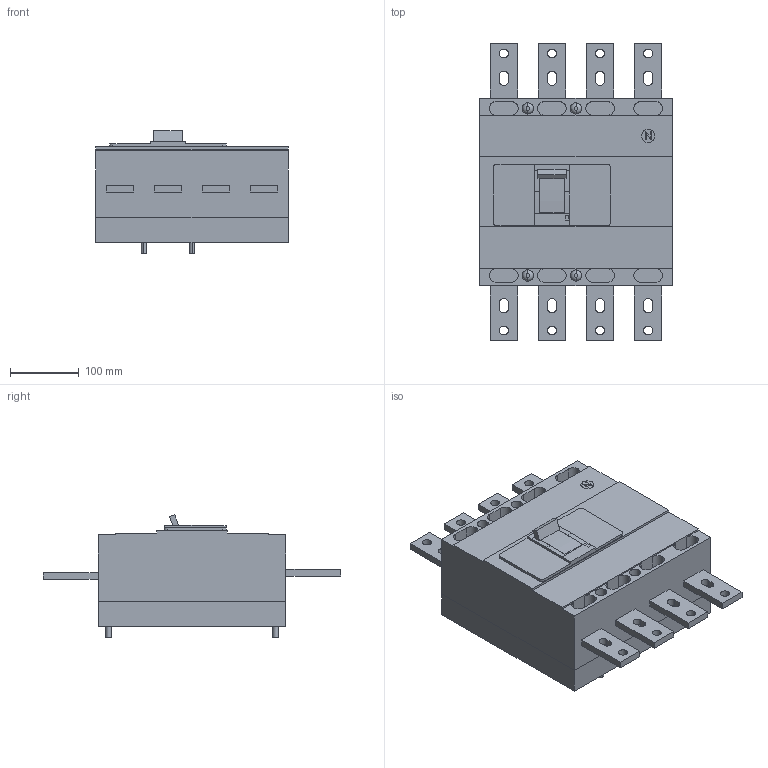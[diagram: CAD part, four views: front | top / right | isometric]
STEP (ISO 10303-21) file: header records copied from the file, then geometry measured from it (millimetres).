
FILE_DESCRIPTION(('CoCreate Modeling STEP Export'),'2;1');
FILE_NAME('Ｈ８００ＮＥ４Ｆ.stp','2014-03-31T 8:13:39',(''),(''),'CoCreate Modeling STEP processor for AP214 (Solid Model)','CoCreate Modeling 17.0 01-Apr-2010 (C) Parametric Technology GmbH','');
FILE_SCHEMA(('AUTOMOTIVE_DESIGN { 1 0 10303 214 1 1 1 1 }'));
Length unit declared in the file: millimetre
Products named in the file (4): P1; P3.2; P2; Ｈ８００ＮＥ４Ｆ
Assembly tree (6 placements, depth 2):
  Ｈ８００ＮＥ４Ｆ
    P2
    P3.2  x4
    P1
Bounding box: 280 x 433 x 178.18 mm (x, y, z)
Volume: 10031167.6 mm3; surface area: 650435.9 mm2
Topology: 6 solids, 6 shells, 368 faces, 976 edges, 648 vertices
Faces by surface type: plane 183, cylinder 169, torus 16
Entity records: 10540 total; most frequent: ORIENTED_EDGE 1856, CARTESIAN_POINT 1594, DIRECTION 1409, EDGE_CURVE 928, VERTEX_POINT 618, VECTOR 543, LINE 543, AXIS2_PLACEMENT_3D 433
